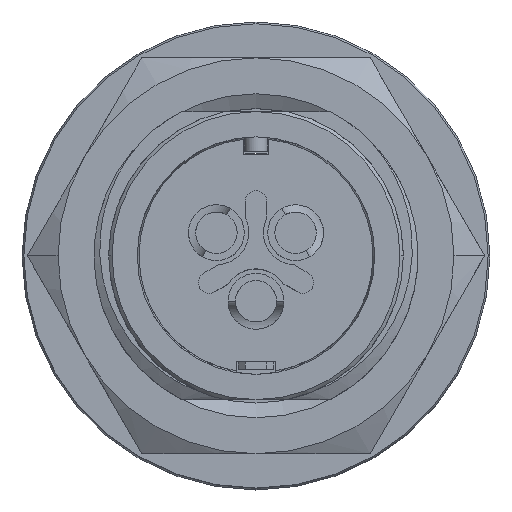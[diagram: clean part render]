
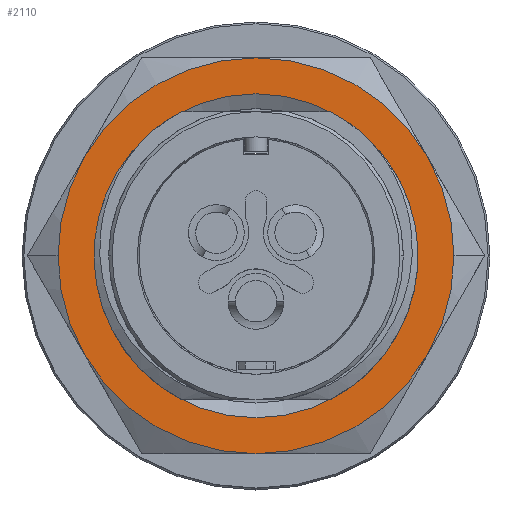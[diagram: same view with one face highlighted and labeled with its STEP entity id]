
A CAD part, top view. The second image highlights one B-rep face of the part: STEP entity #2110.
In plain terms, the highlighted planar face has unit normal (0, 0, 1).
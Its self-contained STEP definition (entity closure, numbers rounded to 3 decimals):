
#1520=CARTESIAN_POINT('',(0.829,-5.963,15.25));
#1530=DIRECTION('',(0.,0.,1.));
#1540=DIRECTION('',(1.,0.,0.));
#1550=AXIS2_PLACEMENT_3D('',#1520,#1530,#1540);
#1560=PLANE('',#1550);
#1570=CARTESIAN_POINT('',(-0.009,-0.017,15.25
));
#1580=DIRECTION('',(0.,0.,-1.));
#1590=DIRECTION('',(1.,0.,0.));
#1600=AXIS2_PLACEMENT_3D('',#1570,#1580,#1590);
#1610=CIRCLE('',#1600,5.5);
#1620=CARTESIAN_POINT('',(-4.772,2.733,15.25));
#1630=VERTEX_POINT('',#1620);
#1640=CARTESIAN_POINT('',(-0.009,5.483,15.25));
#1650=VERTEX_POINT('',#1640);
#1660=EDGE_CURVE('',#1630,#1650,#1610,.T.);
#1670=ORIENTED_EDGE('',*,*,#1660,.F.);
#1680=CARTESIAN_POINT('',(4.755,2.733,15.25));
#1690=VERTEX_POINT('',#1680);
#1700=EDGE_CURVE('',#1650,#1690,#1610,.T.);
#1710=ORIENTED_EDGE('',*,*,#1700,.F.);
#1720=CARTESIAN_POINT('',(5.491,-0.017,15.25));
#1730=VERTEX_POINT('',#1720);
#1740=EDGE_CURVE('',#1690,#1730,#1610,.T.);
#1750=ORIENTED_EDGE('',*,*,#1740,.F.);
#1760=CARTESIAN_POINT('',(4.755,-2.767,15.25));
#1770=VERTEX_POINT('',#1760);
#1780=EDGE_CURVE('',#1730,#1770,#1610,.T.);
#1790=ORIENTED_EDGE('',*,*,#1780,.F.);
#1800=CARTESIAN_POINT('',(-0.009,-5.517,15.25));
#1810=VERTEX_POINT('',#1800);
#1820=EDGE_CURVE('',#1770,#1810,#1610,.T.);
#1830=ORIENTED_EDGE('',*,*,#1820,.F.);
#1840=CARTESIAN_POINT('',(-4.772,-2.767,15.25));
#1850=VERTEX_POINT('',#1840);
#1860=EDGE_CURVE('',#1810,#1850,#1610,.T.);
#1870=ORIENTED_EDGE('',*,*,#1860,.F.);
#1880=CARTESIAN_POINT('',(-5.509,-0.017,15.25));
#1890=VERTEX_POINT('',#1880);
#1900=EDGE_CURVE('',#1850,#1890,#1610,.T.);
#1910=ORIENTED_EDGE('',*,*,#1900,.F.);
#1920=EDGE_CURVE('',#1890,#1630,#1610,.T.);
#1930=ORIENTED_EDGE('',*,*,#1920,.F.);
#1940=EDGE_LOOP('',(#1930,#1910,#1870,#1830,#1790,#1750,#1710,#1670));
#1950=FACE_OUTER_BOUND('',#1940,.T.);
#1960=CARTESIAN_POINT('',(-0.009,-0.017,15.25
));
#1970=DIRECTION('',(0.,0.,1.));
#1980=DIRECTION('',(-1.,0.,0.));
#1990=AXIS2_PLACEMENT_3D('',#1960,#1970,#1980);
#2000=CIRCLE('',#1990,4.5);
#2010=CARTESIAN_POINT('',(4.491,-0.017,15.25));
#2020=VERTEX_POINT('',#2010);
#2030=CARTESIAN_POINT('',(-4.509,-0.017,15.25));
#2040=VERTEX_POINT('',#2030);
#2050=EDGE_CURVE('',#2020,#2040,#2000,.T.);
#2060=ORIENTED_EDGE('',*,*,#2050,.F.);
#2070=EDGE_CURVE('',#2040,#2020,#2000,.T.);
#2080=ORIENTED_EDGE('',*,*,#2070,.F.);
#2090=EDGE_LOOP('',(#2080,#2060));
#2100=FACE_BOUND('',#2090,.T.);
#2110=ADVANCED_FACE('',(#1950,#2100),#1560,.T.);
